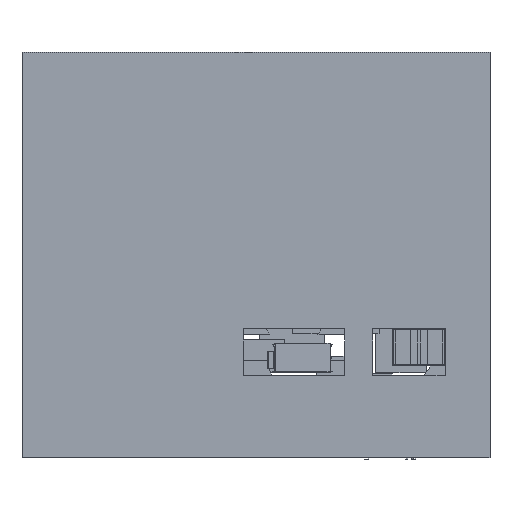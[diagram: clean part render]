
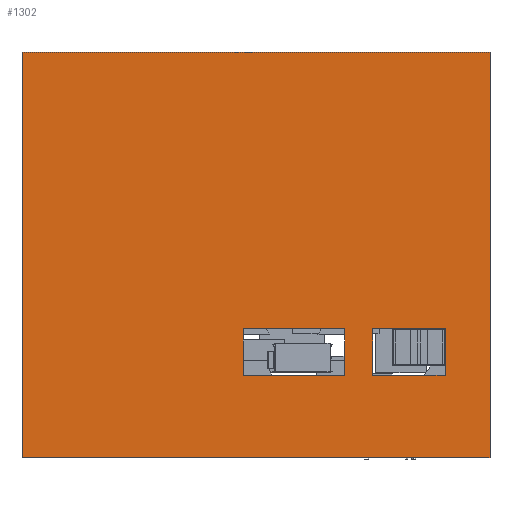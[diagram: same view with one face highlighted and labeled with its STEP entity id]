
A CAD part, front view. The second image highlights one B-rep face of the part: STEP entity #1302.
In plain terms, the highlighted planar face has unit normal (0, -1, 0).
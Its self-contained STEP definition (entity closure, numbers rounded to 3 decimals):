
#1302 = ADVANCED_FACE ( 'NONE', ( #9777, #144271, #127093 ), #185337, .T. ) ;
#3513 = EDGE_CURVE ( 'NONE', #81840, #186665, #184338, .T. ) ;
#3536 = ORIENTED_EDGE ( 'NONE', *, *, #144027, .T. ) ;
#5343 = LINE ( 'NONE', #122595, #124850 ) ;
#5748 = LINE ( 'NONE', #64020, #140756 ) ;
#6546 = LINE ( 'NONE', #151574, #184276 ) ;
#9777 = FACE_BOUND ( 'NONE', #92521, .T. ) ;
#12222 = ORIENTED_EDGE ( 'NONE', *, *, #44094, .T. ) ;
#13570 = DIRECTION ( 'NONE',  ( 0., -1., 0. ) ) ;
#19469 = CARTESIAN_POINT ( 'NONE',  ( -12220., -2000., -5506. ) ) ;
#20166 = EDGE_CURVE ( 'NONE', #150042, #48438, #27096, .T. ) ;
#27096 = LINE ( 'NONE', #41445, #29730 ) ;
#29367 = VECTOR ( 'NONE', #95663, 1000. ) ;
#29730 = VECTOR ( 'NONE', #112826, 1000. ) ;
#30943 = LINE ( 'NONE', #106138, #34690 ) ;
#33016 = LINE ( 'NONE', #19469, #161900 ) ;
#34690 = VECTOR ( 'NONE', #164410, 1000. ) ;
#39140 = ORIENTED_EDGE ( 'NONE', *, *, #94809, .T. ) ;
#39541 = DIRECTION ( 'NONE',  ( 0., 0., -1. ) ) ;
#41445 = CARTESIAN_POINT ( 'NONE',  ( -12220., -2000., 8480. ) ) ;
#44094 = EDGE_CURVE ( 'NONE', #137573, #54130, #5748, .T. ) ;
#45239 = LINE ( 'NONE', #103289, #115386 ) ;
#45379 = EDGE_CURVE ( 'NONE', #186665, #137573, #30943, .T. ) ;
#46316 = ORIENTED_EDGE ( 'NONE', *, *, #188263, .T. ) ;
#48220 = VERTEX_POINT ( 'NONE', #155472 ) ;
#48438 = VERTEX_POINT ( 'NONE', #87713 ) ;
#50160 = ORIENTED_EDGE ( 'NONE', *, *, #100683, .T. ) ;
#54130 = VERTEX_POINT ( 'NONE', #79592 ) ;
#55192 = CARTESIAN_POINT ( 'NONE',  ( -4592.5, -2000., -2663. ) ) ;
#64020 = CARTESIAN_POINT ( 'NONE',  ( -130., -2000., -1063. ) ) ;
#79592 = CARTESIAN_POINT ( 'NONE',  ( 2370., -2000., -1063. ) ) ;
#80312 = CARTESIAN_POINT ( 'NONE',  ( -1092.5, -2000., -1063. ) ) ;
#81840 = VERTEX_POINT ( 'NONE', #176096 ) ;
#85581 = LINE ( 'NONE', #89336, #103602 ) ;
#87713 = CARTESIAN_POINT ( 'NONE',  ( -12220., -2000., -5506. ) ) ;
#88762 = DIRECTION ( 'NONE',  ( 0., 0., -1. ) ) ;
#89012 = DIRECTION ( 'NONE',  ( 0., 0., -1. ) ) ;
#89336 = CARTESIAN_POINT ( 'NONE',  ( -4592.5, -2000., -1063. ) ) ;
#89700 = VERTEX_POINT ( 'NONE', #167439 ) ;
#92521 = EDGE_LOOP ( 'NONE', ( #168005, #3536, #162884, #46316 ) ) ;
#93762 = ORIENTED_EDGE ( 'NONE', *, *, #96909, .T. ) ;
#94809 = EDGE_CURVE ( 'NONE', #54130, #81840, #45239, .T. ) ;
#95126 = CARTESIAN_POINT ( 'NONE',  ( -12220., -2000., 8480. ) ) ;
#95291 = VERTEX_POINT ( 'NONE', #55192 ) ;
#95663 = DIRECTION ( 'NONE',  ( -1., 0., 0. ) ) ;
#96909 = EDGE_CURVE ( 'NONE', #48438, #156173, #33016, .T. ) ;
#98266 = CARTESIAN_POINT ( 'NONE',  ( 3920., -2000., -5506. ) ) ;
#98436 = EDGE_LOOP ( 'NONE', ( #130235, #12222, #39140, #147479 ) ) ;
#100683 = EDGE_CURVE ( 'NONE', #156173, #179558, #5343, .T. ) ;
#103289 = CARTESIAN_POINT ( 'NONE',  ( 2370., -2000., -2663. ) ) ;
#103602 = VECTOR ( 'NONE', #175245, 1000. ) ;
#104561 = CARTESIAN_POINT ( 'NONE',  ( 3920., -2000., 8480. ) ) ;
#106138 = CARTESIAN_POINT ( 'NONE',  ( -130., -2000., -2663. ) ) ;
#112826 = DIRECTION ( 'NONE',  ( 0., 0., -1. ) ) ;
#114310 = DIRECTION ( 'NONE',  ( -1., 0., 0. ) ) ;
#115386 = VECTOR ( 'NONE', #89012, 1000. ) ;
#116179 = CARTESIAN_POINT ( 'NONE',  ( -12220., -2000., 8480. ) ) ;
#117749 = DIRECTION ( 'NONE',  ( 1., 0., 0. ) ) ;
#121017 = DIRECTION ( 'NONE',  ( 1., 0., 0. ) ) ;
#122595 = CARTESIAN_POINT ( 'NONE',  ( 3920., -2000., 8480. ) ) ;
#124850 = VECTOR ( 'NONE', #179938, 1000. ) ;
#127093 = FACE_BOUND ( 'NONE', #98436, .T. ) ;
#128272 = EDGE_LOOP ( 'NONE', ( #179311, #93762, #50160, #146672 ) ) ;
#130235 = ORIENTED_EDGE ( 'NONE', *, *, #45379, .T. ) ;
#132216 = EDGE_CURVE ( 'NONE', #179558, #150042, #144874, .T. ) ;
#135399 = LINE ( 'NONE', #165081, #139310 ) ;
#137323 = DIRECTION ( 'NONE',  ( 1., 0., 0. ) ) ;
#137573 = VERTEX_POINT ( 'NONE', #167238 ) ;
#139310 = VECTOR ( 'NONE', #148849, 1000. ) ;
#139516 = EDGE_CURVE ( 'NONE', #48220, #89700, #152769, .T. ) ;
#140756 = VECTOR ( 'NONE', #137323, 1000. ) ;
#140868 = VERTEX_POINT ( 'NONE', #171159 ) ;
#141422 = CARTESIAN_POINT ( 'NONE',  ( 0., -2000., 0. ) ) ;
#144027 = EDGE_CURVE ( 'NONE', #140868, #48220, #6546, .T. ) ;
#144271 = FACE_OUTER_BOUND ( 'NONE', #128272, .T. ) ;
#144874 = LINE ( 'NONE', #116179, #147728 ) ;
#146672 = ORIENTED_EDGE ( 'NONE', *, *, #132216, .T. ) ;
#147479 = ORIENTED_EDGE ( 'NONE', *, *, #3513, .T. ) ;
#147728 = VECTOR ( 'NONE', #114310, 1000. ) ;
#148849 = DIRECTION ( 'NONE',  ( -1., 0., 0. ) ) ;
#149858 = VECTOR ( 'NONE', #88762, 1000. ) ;
#150042 = VERTEX_POINT ( 'NONE', #95126 ) ;
#151574 = CARTESIAN_POINT ( 'NONE',  ( -4592.5, -2000., -1063. ) ) ;
#152380 = EDGE_CURVE ( 'NONE', #95291, #140868, #85581, .T. ) ;
#152769 = LINE ( 'NONE', #80312, #149858 ) ;
#155472 = CARTESIAN_POINT ( 'NONE',  ( -1092.5, -2000., -1063. ) ) ;
#156173 = VERTEX_POINT ( 'NONE', #98266 ) ;
#161900 = VECTOR ( 'NONE', #117749, 1000. ) ;
#162884 = ORIENTED_EDGE ( 'NONE', *, *, #139516, .T. ) ;
#164410 = DIRECTION ( 'NONE',  ( 0., 0., 1. ) ) ;
#165081 = CARTESIAN_POINT ( 'NONE',  ( -4592.5, -2000., -2663. ) ) ;
#166093 = AXIS2_PLACEMENT_3D ( 'NONE', #141422, #13570, #39541 ) ;
#167238 = CARTESIAN_POINT ( 'NONE',  ( -130., -2000., -1063. ) ) ;
#167439 = CARTESIAN_POINT ( 'NONE',  ( -1092.5, -2000., -2663. ) ) ;
#168005 = ORIENTED_EDGE ( 'NONE', *, *, #152380, .T. ) ;
#169160 = CARTESIAN_POINT ( 'NONE',  ( -130., -2000., -2663. ) ) ;
#171159 = CARTESIAN_POINT ( 'NONE',  ( -4592.5, -2000., -1063. ) ) ;
#175245 = DIRECTION ( 'NONE',  ( 0., 0., 1. ) ) ;
#175827 = CARTESIAN_POINT ( 'NONE',  ( -130., -2000., -2663. ) ) ;
#176096 = CARTESIAN_POINT ( 'NONE',  ( 2370., -2000., -2663. ) ) ;
#179311 = ORIENTED_EDGE ( 'NONE', *, *, #20166, .T. ) ;
#179558 = VERTEX_POINT ( 'NONE', #104561 ) ;
#179938 = DIRECTION ( 'NONE',  ( 0., 0., 1. ) ) ;
#184276 = VECTOR ( 'NONE', #121017, 1000. ) ;
#184338 = LINE ( 'NONE', #169160, #29367 ) ;
#185337 = PLANE ( 'NONE',  #166093 ) ;
#186665 = VERTEX_POINT ( 'NONE', #175827 ) ;
#188263 = EDGE_CURVE ( 'NONE', #89700, #95291, #135399, .T. ) ;
